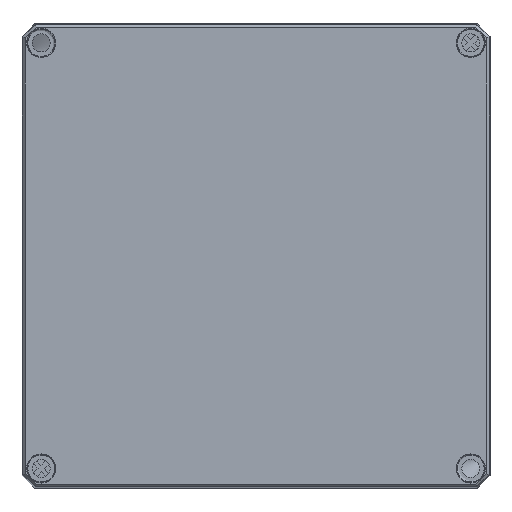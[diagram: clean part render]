
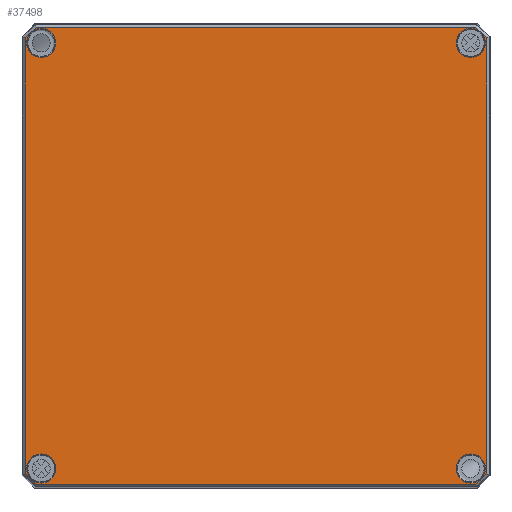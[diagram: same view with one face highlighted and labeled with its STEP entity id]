
A CAD part, top view. The second image highlights one B-rep face of the part: STEP entity #37498.
In plain terms, the highlighted planar face has unit normal (0, 0, 1).
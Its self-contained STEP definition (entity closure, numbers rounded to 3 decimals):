
#104=FACE_BOUND('',#12190,.T.);
#105=FACE_BOUND('',#12191,.T.);
#106=FACE_BOUND('',#12192,.T.);
#107=FACE_BOUND('',#12193,.T.);
#301=PLANE('',#39979);
#1516=LINE('',#54667,#4634);
#1517=LINE('',#54669,#4635);
#1518=LINE('',#54671,#4636);
#1519=LINE('',#54673,#4637);
#1520=LINE('',#54675,#4638);
#1521=LINE('',#54677,#4639);
#1522=LINE('',#54679,#4640);
#1523=LINE('',#54680,#4641);
#4634=VECTOR('',#43762,10.);
#4635=VECTOR('',#43763,10.);
#4636=VECTOR('',#43764,10.);
#4637=VECTOR('',#43765,10.);
#4638=VECTOR('',#43766,10.);
#4639=VECTOR('',#43767,10.);
#4640=VECTOR('',#43768,10.);
#4641=VECTOR('',#43769,10.);
#9871=FACE_OUTER_BOUND('',#12189,.T.);
#12189=EDGE_LOOP('',(#26168,#26169,#26170,#26171,#26172,#26173,#26174,#26175));
#12190=EDGE_LOOP('',(#26176,#26177));
#12191=EDGE_LOOP('',(#26178,#26179));
#12192=EDGE_LOOP('',(#26180));
#12193=EDGE_LOOP('',(#26181));
#14723=CIRCLE('',#39974,5.672);
#14727=CIRCLE('',#39980,5.672);
#14728=CIRCLE('',#39981,5.672);
#14729=CIRCLE('',#39982,5.672);
#14730=CIRCLE('',#39983,5.672);
#14731=CIRCLE('',#39984,5.672);
#16465=VERTEX_POINT('',#54655);
#16468=VERTEX_POINT('',#54665);
#16469=VERTEX_POINT('',#54666);
#16470=VERTEX_POINT('',#54668);
#16471=VERTEX_POINT('',#54670);
#16472=VERTEX_POINT('',#54672);
#16473=VERTEX_POINT('',#54674);
#16474=VERTEX_POINT('',#54676);
#16475=VERTEX_POINT('',#54678);
#16476=VERTEX_POINT('',#54681);
#16477=VERTEX_POINT('',#54682);
#16478=VERTEX_POINT('',#54685);
#16479=VERTEX_POINT('',#54686);
#16480=VERTEX_POINT('',#54689);
#20204=EDGE_CURVE('',#16465,#16465,#14723,.T.);
#20209=EDGE_CURVE('',#16468,#16469,#1516,.T.);
#20210=EDGE_CURVE('',#16470,#16468,#1517,.T.);
#20211=EDGE_CURVE('',#16471,#16470,#1518,.T.);
#20212=EDGE_CURVE('',#16472,#16471,#1519,.T.);
#20213=EDGE_CURVE('',#16473,#16472,#1520,.T.);
#20214=EDGE_CURVE('',#16474,#16473,#1521,.T.);
#20215=EDGE_CURVE('',#16475,#16474,#1522,.T.);
#20216=EDGE_CURVE('',#16469,#16475,#1523,.T.);
#20217=EDGE_CURVE('',#16476,#16477,#14727,.T.);
#20218=EDGE_CURVE('',#16477,#16476,#14728,.T.);
#20219=EDGE_CURVE('',#16478,#16479,#14729,.T.);
#20220=EDGE_CURVE('',#16479,#16478,#14730,.T.);
#20221=EDGE_CURVE('',#16480,#16480,#14731,.T.);
#26168=ORIENTED_EDGE('',*,*,#20209,.F.);
#26169=ORIENTED_EDGE('',*,*,#20210,.F.);
#26170=ORIENTED_EDGE('',*,*,#20211,.F.);
#26171=ORIENTED_EDGE('',*,*,#20212,.F.);
#26172=ORIENTED_EDGE('',*,*,#20213,.F.);
#26173=ORIENTED_EDGE('',*,*,#20214,.F.);
#26174=ORIENTED_EDGE('',*,*,#20215,.F.);
#26175=ORIENTED_EDGE('',*,*,#20216,.F.);
#26176=ORIENTED_EDGE('',*,*,#20217,.F.);
#26177=ORIENTED_EDGE('',*,*,#20218,.F.);
#26178=ORIENTED_EDGE('',*,*,#20219,.F.);
#26179=ORIENTED_EDGE('',*,*,#20220,.F.);
#26180=ORIENTED_EDGE('',*,*,#20221,.F.);
#26181=ORIENTED_EDGE('',*,*,#20204,.F.);
#37498=ADVANCED_FACE('',(#9871,#104,#105,#106,#107),#301,.T.);
#39974=AXIS2_PLACEMENT_3D('',#54656,#43749,#43750);
#39979=AXIS2_PLACEMENT_3D('',#54664,#43760,#43761);
#39980=AXIS2_PLACEMENT_3D('',#54683,#43770,#43771);
#39981=AXIS2_PLACEMENT_3D('',#54684,#43772,#43773);
#39982=AXIS2_PLACEMENT_3D('',#54687,#43774,#43775);
#39983=AXIS2_PLACEMENT_3D('',#54688,#43776,#43777);
#39984=AXIS2_PLACEMENT_3D('',#54690,#43778,#43779);
#43749=DIRECTION('center_axis',(0.,0.,1.));
#43750=DIRECTION('ref_axis',(-1.,0.,0.));
#43760=DIRECTION('center_axis',(0.,0.,1.));
#43761=DIRECTION('ref_axis',(1.,0.,0.));
#43762=DIRECTION('',(0.707,-0.707,0.));
#43763=DIRECTION('',(1.,0.,0.));
#43764=DIRECTION('',(0.707,0.707,0.));
#43765=DIRECTION('',(0.,1.,0.));
#43766=DIRECTION('',(-0.707,0.707,0.));
#43767=DIRECTION('',(-1.,0.,0.));
#43768=DIRECTION('',(-0.707,-0.707,0.));
#43769=DIRECTION('',(0.,-1.,0.));
#43770=DIRECTION('center_axis',(0.,0.,1.));
#43771=DIRECTION('ref_axis',(1.,0.,0.));
#43772=DIRECTION('center_axis',(0.,0.,1.));
#43773=DIRECTION('ref_axis',(1.,0.,0.));
#43774=DIRECTION('center_axis',(0.,0.,1.));
#43775=DIRECTION('ref_axis',(1.,0.,0.));
#43776=DIRECTION('center_axis',(0.,0.,1.));
#43777=DIRECTION('ref_axis',(1.,0.,0.));
#43778=DIRECTION('center_axis',(0.,0.,1.));
#43779=DIRECTION('ref_axis',(-1.,0.,0.));
#54655=CARTESIAN_POINT('',(-77.828,82.75,39.));
#54656=CARTESIAN_POINT('Origin',(-83.5,82.75,39.));
#54664=CARTESIAN_POINT('Origin',(0.,0.,
39.));
#54665=CARTESIAN_POINT('',(85.445,88.91,39.));
#54666=CARTESIAN_POINT('',(89.66,84.695,39.));
#54667=CARTESIAN_POINT('',(86.115,88.24,39.));
#54668=CARTESIAN_POINT('',(-85.445,88.91,39.));
#54669=CARTESIAN_POINT('',(-43.,88.91,39.));
#54670=CARTESIAN_POINT('',(-89.66,84.695,39.));
#54671=CARTESIAN_POINT('',(-88.615,85.74,39.));
#54672=CARTESIAN_POINT('',(-89.66,-84.695,39.));
#54673=CARTESIAN_POINT('',(-89.66,-42.625,39.));
#54674=CARTESIAN_POINT('',(-85.445,-88.91,39.));
#54675=CARTESIAN_POINT('',(-86.115,-88.24,39.));
#54676=CARTESIAN_POINT('',(85.445,-88.91,39.));
#54677=CARTESIAN_POINT('',(43.,-88.91,39.));
#54678=CARTESIAN_POINT('',(89.66,-84.695,39.));
#54679=CARTESIAN_POINT('',(88.615,-85.74,39.));
#54680=CARTESIAN_POINT('',(89.66,42.625,39.));
#54681=CARTESIAN_POINT('',(77.828,82.75,39.));
#54682=CARTESIAN_POINT('',(89.172,82.75,39.));
#54683=CARTESIAN_POINT('Origin',(83.5,82.75,39.));
#54684=CARTESIAN_POINT('Origin',(83.5,82.75,39.));
#54685=CARTESIAN_POINT('',(77.828,-82.75,39.));
#54686=CARTESIAN_POINT('',(89.172,-82.75,39.));
#54687=CARTESIAN_POINT('Origin',(83.5,-82.75,39.));
#54688=CARTESIAN_POINT('Origin',(83.5,-82.75,39.));
#54689=CARTESIAN_POINT('',(-77.828,-82.75,39.));
#54690=CARTESIAN_POINT('Origin',(-83.5,-82.75,39.));
